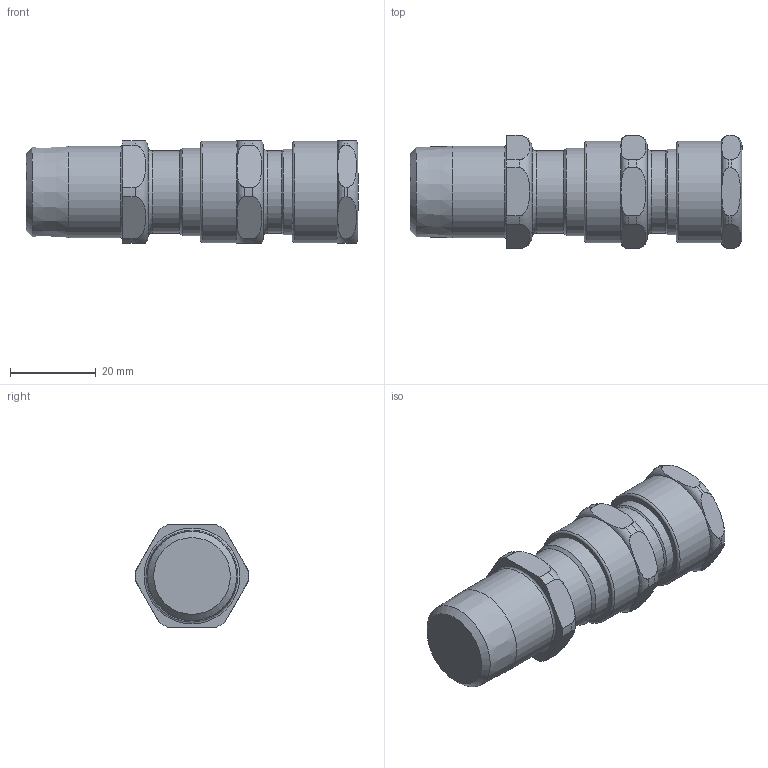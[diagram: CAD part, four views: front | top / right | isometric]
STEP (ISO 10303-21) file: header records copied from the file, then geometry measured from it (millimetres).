
FILE_DESCRIPTION(/* description */ (''),/* implementation_level */ '2;1');
FILE_NAME(/* name */ '501 423 O_Os_1_2_NPT.stp',/* time_stamp */ '2021-05-16T19:45:25+05:00',/* author */ ('vinaykumark'),/* organization */ (''),/* preprocessor_version */ 'ST-DEVELOPER v18',/* originating_system */ 'Autodesk Inventor 2020',/* authorisation */ '');
FILE_SCHEMA (('AUTOMOTIVE_DESIGN { 1 0 10303 214 3 1 1 }'));
Length unit declared in the file: inch
Products named in the file (1): 501 423 O_Os_1_2_NPT
Bounding box: 77.48 x 26.49 x 24 mm (x, y, z)
Volume: 38374.9 mm3; surface area: 12999 mm2
Topology: 8 solids, 8 shells, 160 faces, 442 edges, 300 vertices
Faces by surface type: plane 62, cylinder 40, torus 34, cone 21, bspline 3
Full cylindrical faces by diameter (mm): 12 x2, 16.05 x2, 16.3 x4, 19 x2, 19.15 x2, 19.886 x1, 20.512 x1, 21.34 x1, 23.65 x2
Entity records: 6178 total; most frequent: CARTESIAN_POINT 1782, DIRECTION 925, ORIENTED_EDGE 884, EDGE_CURVE 442, AXIS2_PLACEMENT_3D 408, VERTEX_POINT 300, CIRCLE 250, STYLED_ITEM 168
